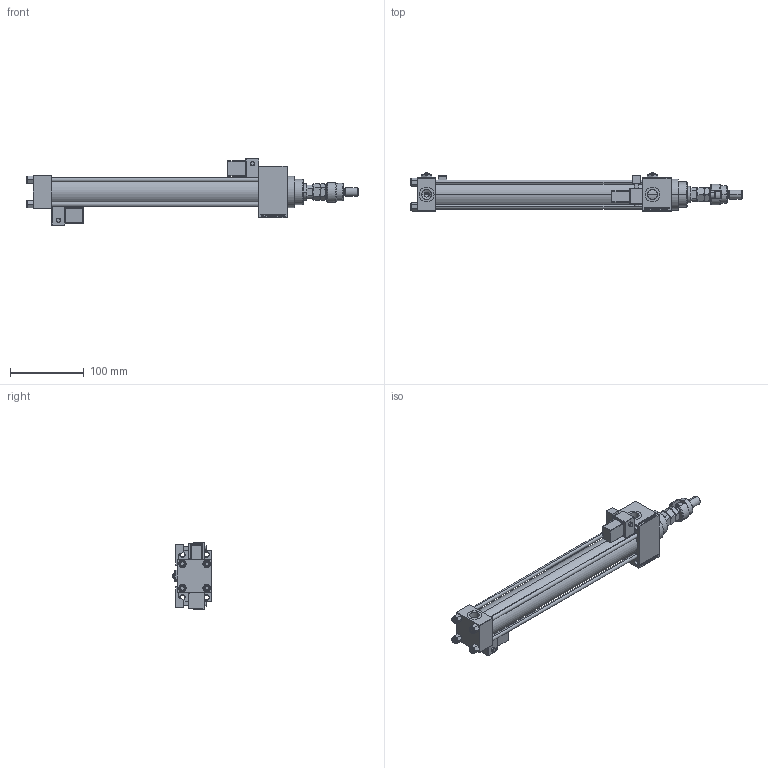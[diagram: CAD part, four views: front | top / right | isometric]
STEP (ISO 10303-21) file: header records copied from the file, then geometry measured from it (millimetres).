
FILE_DESCRIPTION (( 'STEP AP203' ), '1' );
FILE_NAME ('f289.STEP', '2023-08-23T12:24:49', ( '' ), ( '' ), 'SwSTEP 2.0', 'SolidWorks 2019', '' );
FILE_SCHEMA (( 'CONFIG_CONTROL_DESIGN' ));
Length unit declared in the file: millimetre
Products named in the file (11): DFA cfbcd84f8f6eb00a404802c6a0d159df; NUT_M5_D cfbcd84f8f6eb00a404802c6a0d159df; f289; V215CR_VCP_D cfbcd84f8f6eb00a404802c6a0d159df; V215CR_MSU cfbcd84f8f6eb00a404802c6a0d159df; V215_VC_A cfbcd84f8f6eb00a404802c6a0d159df; FEMALE_PART_FOR_DFA cfbcd84f8f6eb00a404802c6a0d159df; V215CR_D_Body cfbcd84f8f6eb00a404802c6a0d159df; Zatka_pro_OIL_PORT cfbcd84f8f6eb00a404802c6a0d159df; V215CR_D_TYCINKA cfbcd84f8f6eb00a404802c6a0d159df; MFA cfbcd84f8f6eb00a404802c6a0d159df
Assembly tree (18 placements, depth 3):
  f289
    V215CR_D_Body cfbcd84f8f6eb00a404802c6a0d159df
    V215CR_VCP_D cfbcd84f8f6eb00a404802c6a0d159df
    NUT_M5_D cfbcd84f8f6eb00a404802c6a0d159df  x4
    V215CR_D_TYCINKA cfbcd84f8f6eb00a404802c6a0d159df  x4
    V215_VC_A cfbcd84f8f6eb00a404802c6a0d159df
    DFA cfbcd84f8f6eb00a404802c6a0d159df
      FEMALE_PART_FOR_DFA cfbcd84f8f6eb00a404802c6a0d159df
      MFA cfbcd84f8f6eb00a404802c6a0d159df
    V215CR_MSU cfbcd84f8f6eb00a404802c6a0d159df  x2
    Zatka_pro_OIL_PORT cfbcd84f8f6eb00a404802c6a0d159df  x2
Bounding box: 449 x 52 x 90.31 mm (x, y, z)
Volume: 489594.9 mm3; surface area: 184651.7 mm2
Topology: 17 solids, 17 shells, 1444 faces, 3525 edges, 2218 vertices
Faces by surface type: plane 632, bspline 368, cone 224, cylinder 172, torus 24, sphere 24
Entity records: 54193 total; most frequent: CARTESIAN_POINT 26728, ORIENTED_EDGE 5956, DIRECTION 4204, EDGE_CURVE 2978, VERTEX_POINT 1916, LINE 1712, VECTOR 1712, EDGE_LOOP 1348
